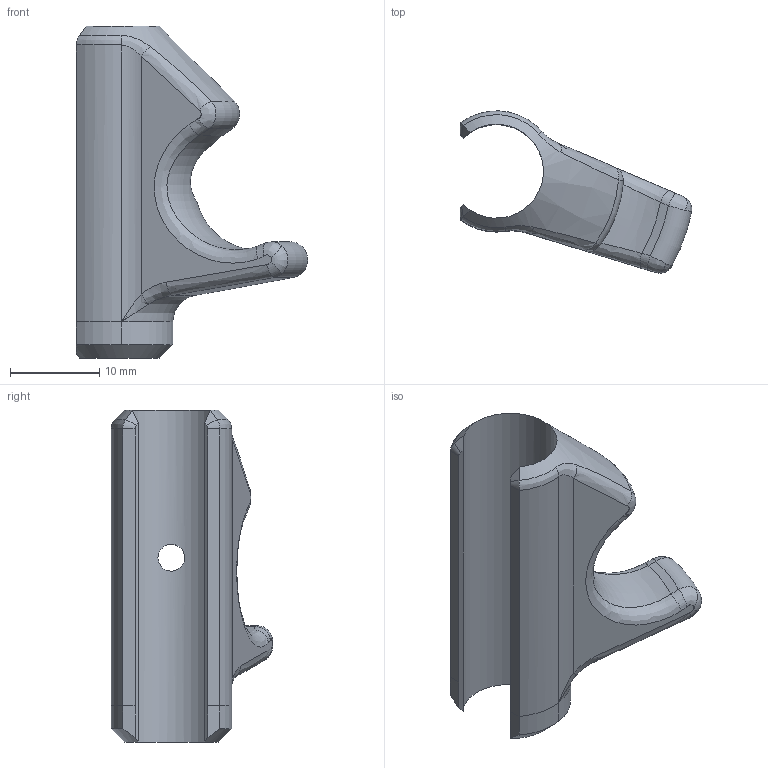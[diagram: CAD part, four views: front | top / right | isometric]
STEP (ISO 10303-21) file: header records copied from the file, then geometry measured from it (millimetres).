
FILE_DESCRIPTION(('FreeCAD Model'),'2;1');
FILE_NAME('Open CASCADE Shape Model','2024-07-21T14:49:10',(''),(''), 'Open CASCADE STEP processor 7.7','FreeCAD','Unknown');
FILE_SCHEMA(('AUTOMOTIVE_DESIGN { 1 0 10303 214 1 1 1 1 }'));
Length unit declared in the file: millimetre
Products named in the file (1): Body002
Bounding box: 25.9 x 18.1 x 37.1 mm (x, y, z)
Volume: 3150 mm3; surface area: 2796.6 mm2
Topology: 1 solids, 1 shells, 66 faces, 153 edges, 87 vertices
Faces by surface type: bspline 36, cylinder 12, plane 9, cone 5, torus 4
Full cylindrical faces by diameter (mm): 3 x1, 5.6 x1
Entity records: 14437 total; most frequent: CARTESIAN_POINT 11936, DIRECTION 311, ORIENTED_EDGE 302, PCURVE 302, DEFINITIONAL_REPRESENTATION 302, LINE 208, VECTOR 208, EDGE_CURVE 151
